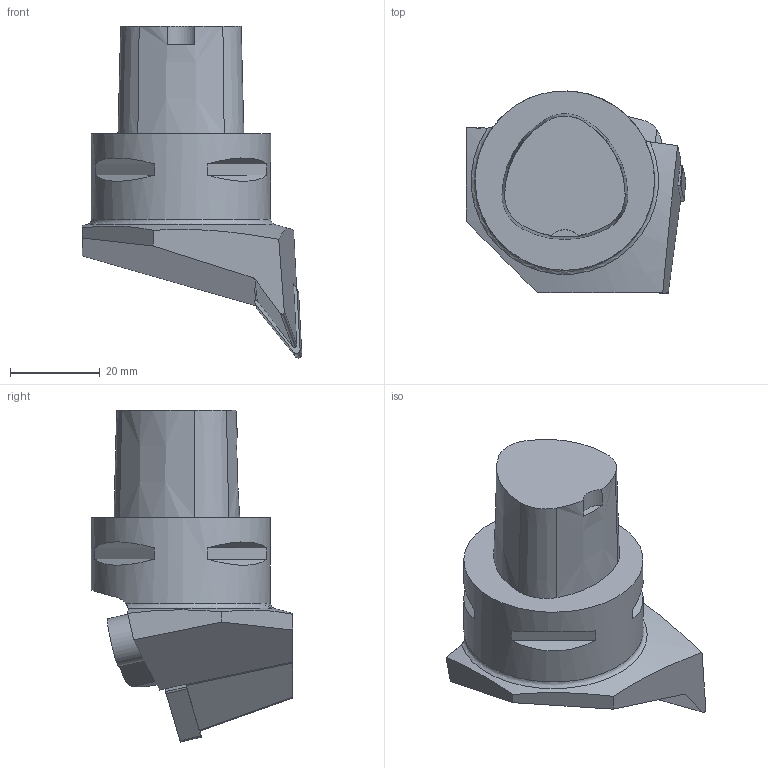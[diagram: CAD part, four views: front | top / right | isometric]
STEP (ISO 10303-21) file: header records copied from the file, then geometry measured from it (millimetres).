
FILE_DESCRIPTION(/* description */ (''),/* implementation_level */ '2;1');
FILE_NAME(/* name */ '1539250819091.stp',/* time_stamp */ '2018-10-11T15:10:43+06:00',/* author */ (''),/* organization */ ('SMS'),/* preprocessor_version */ 'ST-DEVELOPER v15',/* originating_system */ 'SIEMENS PLM Software NX 8.5',/* authorisation */ '');
FILE_SCHEMA (('AUTOMOTIVE_DESIGN { 1 0 10303 214 3 1 1 1 }'));
Length unit declared in the file: millimetre
Products named in the file (4): ASSEMBLY_CONSTRUCTION; IsoTurningInsert; 201773289mod000_00; 201773285mod000_00
Assembly tree (3 placements, depth 2):
  201773285mod000_00
    201773289mod000_00
    IsoTurningInsert
    ASSEMBLY_CONSTRUCTION
Bounding box: 48.96 x 44.99 x 74.01 mm (x, y, z)
Volume: 55126.3 mm3; surface area: 12243.5 mm2
Topology: 2 solids, 2 shells, 102 faces, 271 edges, 184 vertices
Faces by surface type: plane 63, cylinder 24, cone 14, torus 1
Full cylindrical faces by diameter (mm): 3.683 x1, 3.81 x2, 6.8 x1, 7 x2, 7.938 x1, 10.922 x1, 11.151 x1, 40 x1
Entity records: 3280 total; most frequent: CARTESIAN_POINT 669, DIRECTION 536, ORIENTED_EDGE 478, EDGE_CURVE 239, AXIS2_PLACEMENT_3D 201, VERTEX_POINT 164, LINE 134, VECTOR 134
